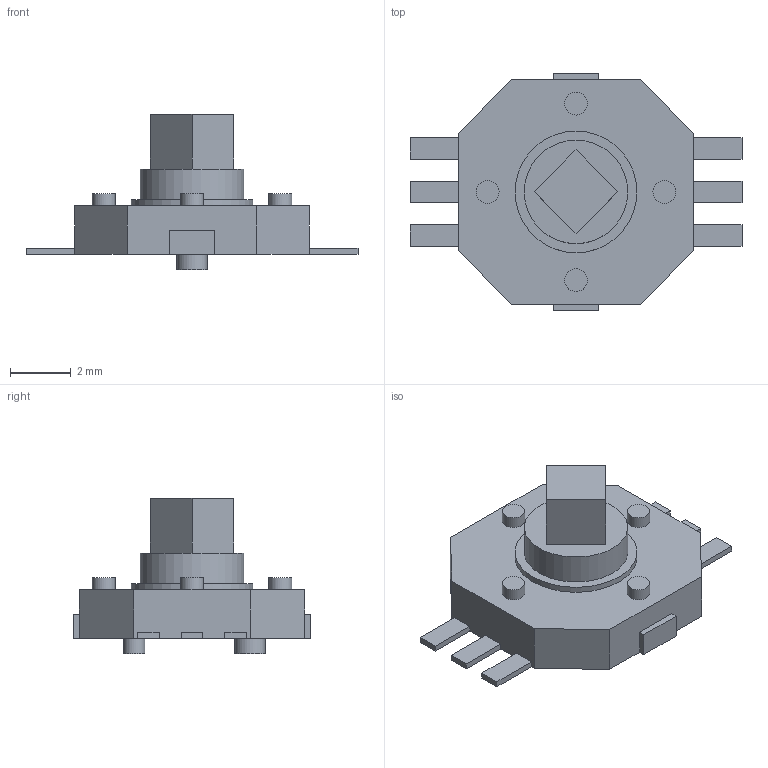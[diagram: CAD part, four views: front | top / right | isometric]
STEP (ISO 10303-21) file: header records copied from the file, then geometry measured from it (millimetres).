
FILE_DESCRIPTION(/* description */ (''),/* implementation_level */ '2;1');
FILE_NAME(/* name */ 'JS1400AFQ v7.step',/* time_stamp */ '2022-07-01T14:33:23-07:00',/* author */ (''),/* organization */ (''),/* preprocessor_version */ 'ST-DEVELOPER v19',/* originating_system */ 'Autodesk Translation Framework v11.7.0.108',/* authorisation */ '');
FILE_SCHEMA (('AUTOMOTIVE_DESIGN { 1 0 10303 214 3 1 1 }'));
Length unit declared in the file: millimetre
Products named in the file (1): JS1400AFQ
Bounding box: 10.9 x 7.8 x 5.1 mm (x, y, z)
Volume: 102.9 mm3; surface area: 224.4 mm2
Topology: 14 solids, 14 shells, 84 faces, 156 edges, 104 vertices
Faces by surface type: plane 76, cylinder 8
Full cylindrical faces by diameter (mm): 0.7 x1, 0.75 x4, 1 x1, 3.4 x1, 4 x1
Entity records: 2104 total; most frequent: CARTESIAN_POINT 345, DIRECTION 342, ORIENTED_EDGE 312, EDGE_CURVE 156, LINE 140, VECTOR 140, VERTEX_POINT 104, AXIS2_PLACEMENT_3D 101
